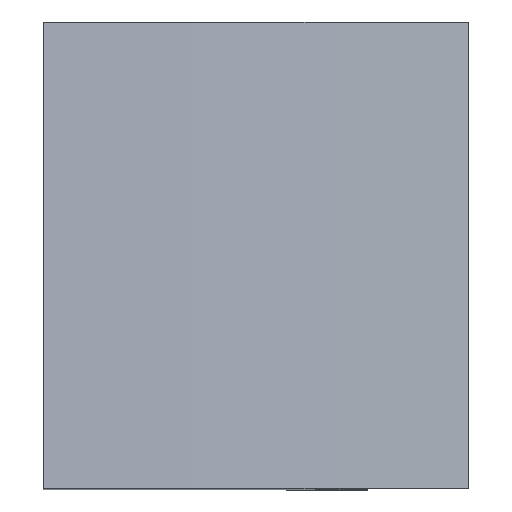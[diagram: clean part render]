
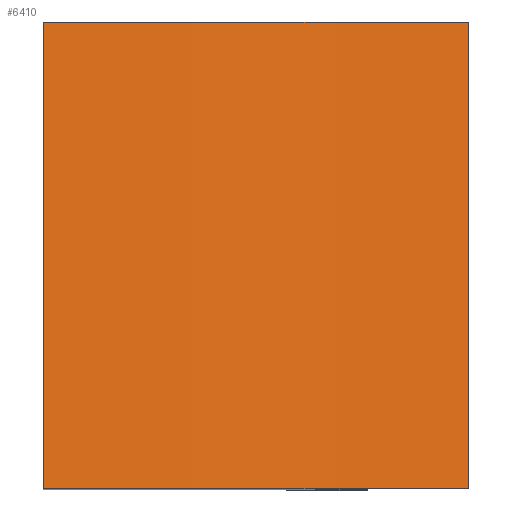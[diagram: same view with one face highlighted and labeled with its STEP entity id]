
A CAD part, top view. The second image highlights one B-rep face of the part: STEP entity #6410.
In plain terms, the highlighted cylindrical face has radius 33.804 mm (diameter 67.608 mm), a partial arc.
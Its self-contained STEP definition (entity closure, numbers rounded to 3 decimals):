
#60=CARTESIAN_POINT('',(1.6,35.191,
34.55));
#70=DIRECTION('',(1.,0.,0.));
#80=DIRECTION('',(0.,0.,1.));
#90=AXIS2_PLACEMENT_3D('',#60,#70,#80);
#100=CIRCLE('',#90,33.804);
#110=CARTESIAN_POINT('',(1.6,28.091,
67.6));
#120=VERTEX_POINT('',#110);
#130=CARTESIAN_POINT('',(1.6,16.213,
62.525));
#140=VERTEX_POINT('',#130);
#150=EDGE_CURVE('',#120,#140,#100,.T.);
#2970=CARTESIAN_POINT('',(14.6,28.091,
67.6));
#2980=VERTEX_POINT('',#2970);
#3450=CARTESIAN_POINT('',(14.6,16.213,
62.525));
#3460=VERTEX_POINT('',#3450);
#3490=CARTESIAN_POINT('',(14.6,35.191,
34.55));
#3500=DIRECTION('',(1.,0.,0.));
#3510=DIRECTION('',(0.,0.,1.));
#3520=AXIS2_PLACEMENT_3D('',#3490,#3500,#3510);
#3530=CIRCLE('',#3520,33.804);
#3540=EDGE_CURVE('',#2980,#3460,#3530,.T.);
#3790=CARTESIAN_POINT('',(1.6,28.091,
67.6));
#3800=DIRECTION('',(1.,0.,0.));
#3810=VECTOR('',#3800,1.);
#3820=LINE('',#3790,#3810);
#3830=EDGE_CURVE('',#120,#2980,#3820,.T.);
#6120=CARTESIAN_POINT('',(1.6,16.213,
62.525));
#6130=DIRECTION('',(1.,0.,0.));
#6140=VECTOR('',#6130,1.);
#6150=LINE('',#6120,#6140);
#6160=EDGE_CURVE('',#140,#3460,#6150,.T.);
#6300=CARTESIAN_POINT('',(1.6,35.191,
34.55));
#6310=DIRECTION('',(1.,0.,0.));
#6320=DIRECTION('',(0.,0.,1.));
#6330=AXIS2_PLACEMENT_3D('',#6300,#6310,#6320);
#6340=CYLINDRICAL_SURFACE('',#6330,33.804);
#6350=ORIENTED_EDGE('',*,*,#6160,.T.);
#6360=ORIENTED_EDGE('',*,*,#150,.T.);
#6370=ORIENTED_EDGE('',*,*,#3830,.F.);
#6380=ORIENTED_EDGE('',*,*,#3540,.F.);
#6390=EDGE_LOOP('',(#6380,#6370,#6360,#6350));
#6400=FACE_OUTER_BOUND('',#6390,.T.);
#6410=ADVANCED_FACE('',(#6400),#6340,.T.);
